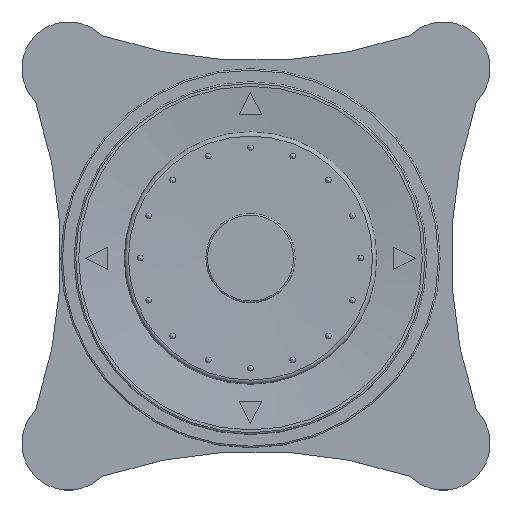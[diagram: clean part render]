
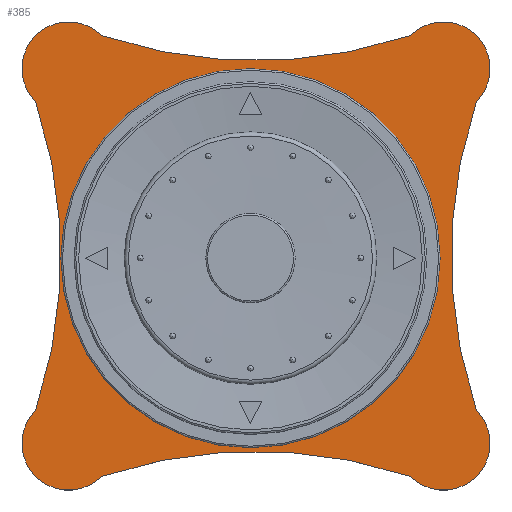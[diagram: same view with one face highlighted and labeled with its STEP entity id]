
A CAD part, top view. The second image highlights one B-rep face of the part: STEP entity #385.
In plain terms, the highlighted planar face has unit normal (0, 0, 1).
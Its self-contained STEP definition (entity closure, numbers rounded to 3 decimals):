
#112 = VERTEX_POINT('',#113);
#113 = CARTESIAN_POINT('',(-20.,-14.,0.411));
#119 = EDGE_CURVE('',#112,#120,#122,.T.);
#120 = VERTEX_POINT('',#121);
#121 = CARTESIAN_POINT('',(-20.,14.,0.411));
#122 = CIRCLE('',#123,43.759);
#123 = AXIS2_PLACEMENT_3D('',#124,#125,#126);
#124 = CARTESIAN_POINT('',(-61.459,0.,0.411)
  );
#125 = DIRECTION('',(0.,0.,1.));
#126 = DIRECTION('',(0.947,-0.32,0.));
#152 = EDGE_CURVE('',#120,#153,#155,.T.);
#153 = VERTEX_POINT('',#154);
#154 = CARTESIAN_POINT('',(-14.,20.,0.411));
#155 = CIRCLE('',#156,4.243);
#156 = AXIS2_PLACEMENT_3D('',#157,#158,#159);
#157 = CARTESIAN_POINT('',(-17.,17.,0.411));
#158 = DIRECTION('',(0.,0.,-1.));
#159 = DIRECTION('',(-0.707,-0.707,0.));
#185 = EDGE_CURVE('',#153,#186,#188,.T.);
#186 = VERTEX_POINT('',#187);
#187 = CARTESIAN_POINT('',(14.,20.,0.411));
#188 = CIRCLE('',#189,43.759);
#189 = AXIS2_PLACEMENT_3D('',#190,#191,#192);
#190 = CARTESIAN_POINT('',(0.,61.459,0.411)
  );
#191 = DIRECTION('',(0.,0.,1.));
#192 = DIRECTION('',(-0.32,-0.947,0.));
#218 = EDGE_CURVE('',#186,#219,#221,.T.);
#219 = VERTEX_POINT('',#220);
#220 = CARTESIAN_POINT('',(20.,14.,0.411));
#221 = CIRCLE('',#222,4.243);
#222 = AXIS2_PLACEMENT_3D('',#223,#224,#225);
#223 = CARTESIAN_POINT('',(17.,17.,0.411));
#224 = DIRECTION('',(0.,0.,-1.));
#225 = DIRECTION('',(-0.707,0.707,0.));
#251 = EDGE_CURVE('',#219,#252,#254,.T.);
#252 = VERTEX_POINT('',#253);
#253 = CARTESIAN_POINT('',(20.,-14.,0.411));
#254 = CIRCLE('',#255,43.759);
#255 = AXIS2_PLACEMENT_3D('',#256,#257,#258);
#256 = CARTESIAN_POINT('',(61.459,0.,0.411)
  );
#257 = DIRECTION('',(0.,0.,1.));
#258 = DIRECTION('',(-0.947,0.32,0.));
#284 = EDGE_CURVE('',#252,#285,#287,.T.);
#285 = VERTEX_POINT('',#286);
#286 = CARTESIAN_POINT('',(14.,-20.,0.411));
#287 = CIRCLE('',#288,4.243);
#288 = AXIS2_PLACEMENT_3D('',#289,#290,#291);
#289 = CARTESIAN_POINT('',(17.,-17.,0.411));
#290 = DIRECTION('',(0.,0.,-1.));
#291 = DIRECTION('',(0.707,0.707,0.));
#317 = EDGE_CURVE('',#285,#318,#320,.T.);
#318 = VERTEX_POINT('',#319);
#319 = CARTESIAN_POINT('',(-14.,-20.,0.411));
#320 = CIRCLE('',#321,43.759);
#321 = AXIS2_PLACEMENT_3D('',#322,#323,#324);
#322 = CARTESIAN_POINT('',(0.,-61.459,0.411)
  );
#323 = DIRECTION('',(0.,0.,1.));
#324 = DIRECTION('',(0.32,0.947,0.));
#350 = EDGE_CURVE('',#318,#112,#351,.T.);
#351 = CIRCLE('',#352,4.243);
#352 = AXIS2_PLACEMENT_3D('',#353,#354,#355);
#353 = CARTESIAN_POINT('',(-17.,-17.,0.411));
#354 = DIRECTION('',(0.,0.,-1.));
#355 = DIRECTION('',(0.707,-0.707,0.));
#385 = ADVANCED_FACE('',(#386),#396,.F.);
#386 = FACE_BOUND('',#387,.F.);
#387 = EDGE_LOOP('',(#388,#389,#390,#391,#392,#393,#394,#395));
#388 = ORIENTED_EDGE('',*,*,#119,.T.);
#389 = ORIENTED_EDGE('',*,*,#152,.T.);
#390 = ORIENTED_EDGE('',*,*,#185,.T.);
#391 = ORIENTED_EDGE('',*,*,#218,.T.);
#392 = ORIENTED_EDGE('',*,*,#251,.T.);
#393 = ORIENTED_EDGE('',*,*,#284,.T.);
#394 = ORIENTED_EDGE('',*,*,#317,.T.);
#395 = ORIENTED_EDGE('',*,*,#350,.T.);
#396 = PLANE('',#397);
#397 = AXIS2_PLACEMENT_3D('',#398,#399,#400);
#398 = CARTESIAN_POINT('',(-20.,-14.,0.411));
#399 = DIRECTION('',(0.,0.,-1.));
#400 = DIRECTION('',(-1.,0.,0.));
